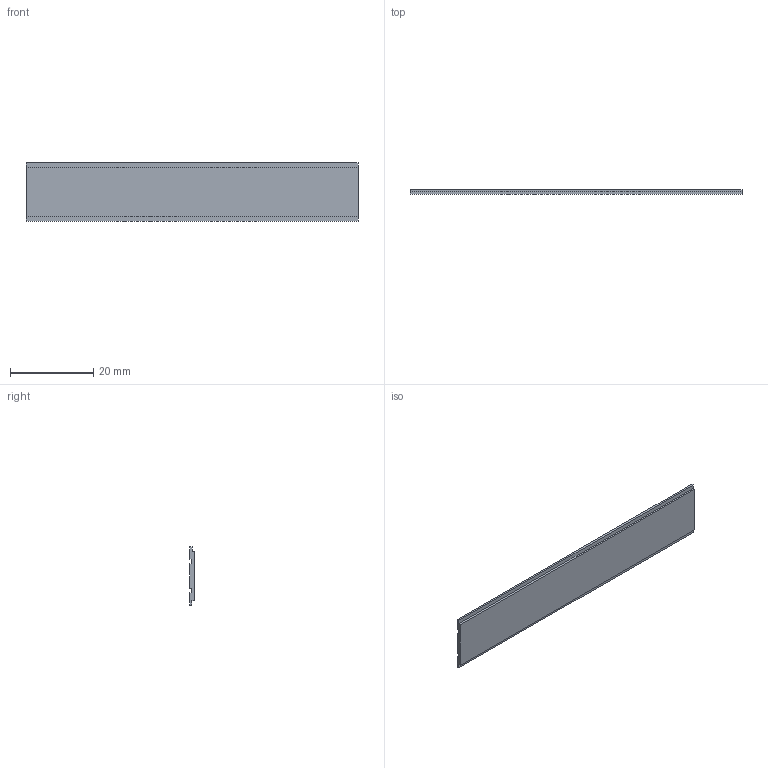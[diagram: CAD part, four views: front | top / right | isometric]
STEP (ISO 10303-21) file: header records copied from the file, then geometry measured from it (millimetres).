
FILE_DESCRIPTION(/* description */ (''),/* implementation_level */ '2;1');
FILE_NAME(/* name */ 'base aluminium .step',/* time_stamp */ '2019-11-20T23:18:01+01:00',/* author */ (''),/* organization */ (''),/* preprocessor_version */ 'ST-DEVELOPER v18',/* originating_system */ 'Autodesk Translation Framework v8.12.0.6',/* authorisation */ '');
FILE_SCHEMA (('AUTOMOTIVE_DESIGN { 1 0 10303 214 3 1 1 }'));
Length unit declared in the file: millimetre
Products named in the file (1): base aluminium bas rampe plate
Bounding box: 80 x 1 x 14 mm (x, y, z)
Volume: 984 mm3; surface area: 2536.6 mm2
Topology: 1 solids, 1 shells, 20 faces, 54 edges, 36 vertices
Faces by surface type: plane 20
Entity records: 651 total; most frequent: CARTESIAN_POINT 111, ORIENTED_EDGE 108, DIRECTION 96, LINE 54, VECTOR 54, EDGE_CURVE 54, VERTEX_POINT 36, AXIS2_PLACEMENT_3D 21
